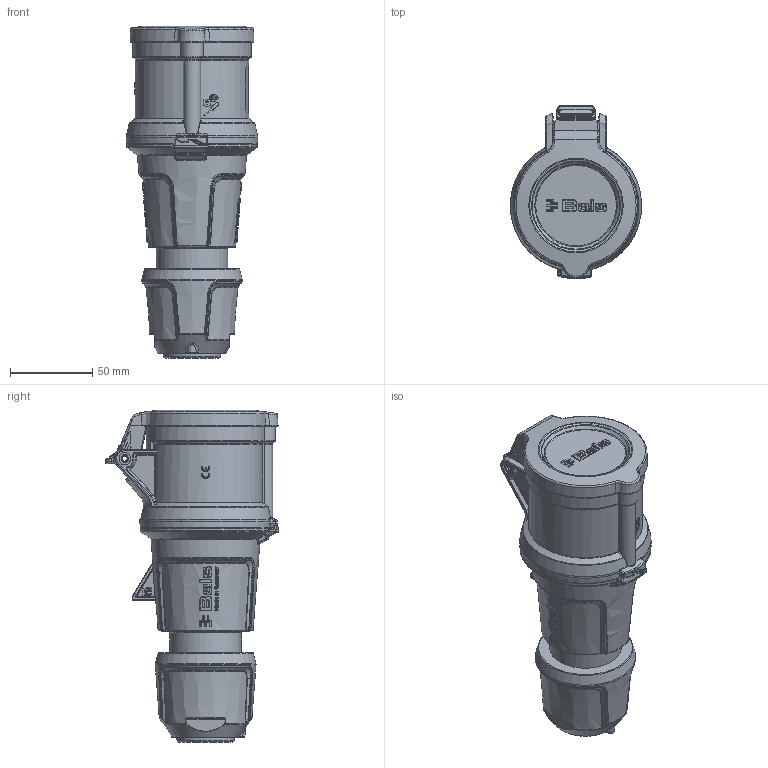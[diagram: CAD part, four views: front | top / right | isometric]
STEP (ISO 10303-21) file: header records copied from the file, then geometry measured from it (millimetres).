
FILE_DESCRIPTION(/* description */ (''),/* implementation_level */ '2;1');
FILE_NAME(/* name */ '301.stp',/* time_stamp */ '2023-09-07T16:11:10+02:00',/* author */ ('massmann'),/* organization */ (''),/* preprocessor_version */ 'ST-DEVELOPER v17',/* originating_system */ 'Autodesk Inventor 2018',/* authorisation */ '');
FILE_SCHEMA (('AUTOMOTIVE_DESIGN { 1 0 10303 214 3 1 1 }'));
Length unit declared in the file: millimetre
Products named in the file (1): 301
Bounding box: 79.65 x 104.95 x 201.27 mm (x, y, z)
Volume: 617101.3 mm3; surface area: 64164.5 mm2
Topology: 1 solids, 1 shells, 2264 faces, 5863 edges, 3673 vertices
Faces by surface type: bspline 1094, plane 573, cylinder 254, torus 165, cone 148, sphere 30
Full cylindrical faces by diameter (mm): 4.3 x1, 29.3 x1, 43.5 x1
Entity records: 110193 total; most frequent: CARTESIAN_POINT 59874, ORIENTED_EDGE 11658, DIRECTION 7262, EDGE_CURVE 5829, VERTEX_POINT 3673, AXIS2_PLACEMENT_3D 2774, B_SPLINE_CURVE_WITH_KNOTS 2481, EDGE_LOOP 2380
